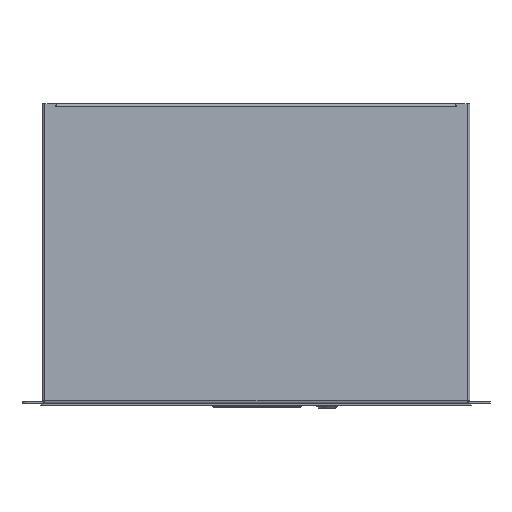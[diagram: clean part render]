
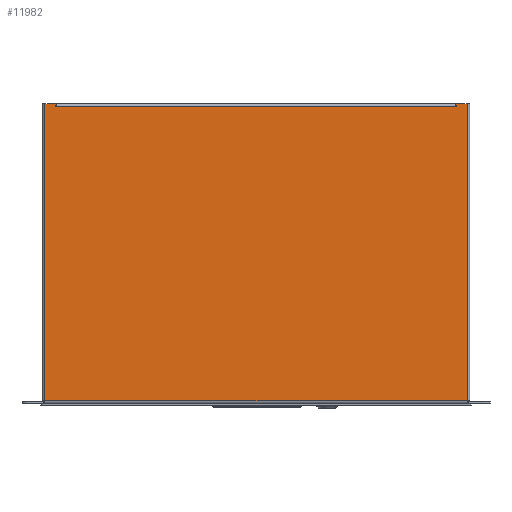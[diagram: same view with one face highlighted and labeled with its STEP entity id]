
A CAD part, top view. The second image highlights one B-rep face of the part: STEP entity #11982.
In plain terms, the highlighted planar face has unit normal (0, 0, 1).
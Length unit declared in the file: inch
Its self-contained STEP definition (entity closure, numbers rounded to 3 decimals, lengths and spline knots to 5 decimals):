
#267 = ORIENTED_EDGE ( 'NONE', *, *, #20006, .T. ) ;
#334 = CARTESIAN_POINT ( 'NONE',  ( 8.136, 12.17027, 2.531 ) ) ;
#411 = DIRECTION ( 'NONE',  ( -1., 0., 0. ) ) ;
#703 = ORIENTED_EDGE ( 'NONE', *, *, #8873, .T. ) ;
#834 = ORIENTED_EDGE ( 'NONE', *, *, #3590, .T. ) ;
#975 = CARTESIAN_POINT ( 'NONE',  ( -8.678, 12.27827, 2.531 ) ) ;
#1006 = ORIENTED_EDGE ( 'NONE', *, *, #13419, .T. ) ;
#1078 = DIRECTION ( 'NONE',  ( -1., 0., 0. ) ) ;
#1138 = DIRECTION ( 'NONE',  ( -1., 0., 0. ) ) ;
#1221 = VERTEX_POINT ( 'NONE', #20485 ) ;
#2450 = PLANE ( 'NONE',  #10015 ) ;
#2966 = VECTOR ( 'NONE', #1078, 39.37008 ) ;
#3415 = VECTOR ( 'NONE', #13476, 39.37008 ) ;
#3590 = EDGE_CURVE ( 'NONE', #11093, #14850, #3618, .T. ) ;
#3618 = LINE ( 'NONE', #334, #8627 ) ;
#4039 = VECTOR ( 'NONE', #8934, 39.37008 ) ;
#4321 = DIRECTION ( 'NONE',  ( 0., -1., 0. ) ) ;
#5195 = VERTEX_POINT ( 'NONE', #20750 ) ;
#5405 = ORIENTED_EDGE ( 'NONE', *, *, #19083, .T. ) ;
#5419 = DIRECTION ( 'NONE',  ( -1., 0., 0. ) ) ;
#5420 = CARTESIAN_POINT ( 'NONE',  ( 8.57, 12.27827, 2.531 ) ) ;
#5452 = CARTESIAN_POINT ( 'NONE',  ( 8.136, 12.27827, 2.531 ) ) ;
#5832 = ORIENTED_EDGE ( 'NONE', *, *, #17020, .T. ) ;
#6867 = EDGE_CURVE ( 'NONE', #1221, #7420, #11019, .T. ) ;
#7008 = CARTESIAN_POINT ( 'NONE',  ( -8.678, 0.21127, 2.531 ) ) ;
#7420 = VERTEX_POINT ( 'NONE', #5452 ) ;
#7445 = FACE_OUTER_BOUND ( 'NONE', #18871, .T. ) ;
#8071 = CARTESIAN_POINT ( 'NONE',  ( -8.678, 12.17027, 2.531 ) ) ;
#8115 = CARTESIAN_POINT ( 'NONE',  ( -8.136, 12.27827, 2.531 ) ) ;
#8159 = CARTESIAN_POINT ( 'NONE',  ( -8.678, 12.27827, 2.531 ) ) ;
#8627 = VECTOR ( 'NONE', #5419, 39.37008 ) ;
#8632 = LINE ( 'NONE', #8938, #16167 ) ;
#8873 = EDGE_CURVE ( 'NONE', #10115, #5195, #13893, .T. ) ;
#8934 = DIRECTION ( 'NONE',  ( 0., 1., 0. ) ) ;
#8938 = CARTESIAN_POINT ( 'NONE',  ( 8.136, 12.17027, 2.531 ) ) ;
#8980 = EDGE_CURVE ( 'NONE', #11416, #10115, #19112, .T. ) ;
#9228 = CARTESIAN_POINT ( 'NONE',  ( -8.57, 12.27827, 2.531 ) ) ;
#9599 = LINE ( 'NONE', #8115, #13278 ) ;
#10015 = AXIS2_PLACEMENT_3D ( 'NONE', #17127, #18404, #13711 ) ;
#10115 = VERTEX_POINT ( 'NONE', #19629 ) ;
#10279 = ORIENTED_EDGE ( 'NONE', *, *, #14639, .T. ) ;
#10599 = LINE ( 'NONE', #14104, #12563 ) ;
#11019 = LINE ( 'NONE', #8159, #20373 ) ;
#11093 = VERTEX_POINT ( 'NONE', #19660 ) ;
#11266 = VERTEX_POINT ( 'NONE', #15679 ) ;
#11416 = VERTEX_POINT ( 'NONE', #16206 ) ;
#11782 = ORIENTED_EDGE ( 'NONE', *, *, #8980, .T. ) ;
#11881 = ORIENTED_EDGE ( 'NONE', *, *, #16193, .T. ) ;
#11982 = ADVANCED_FACE ( 'NONE', ( #7445 ), #2450, .T. ) ;
#12352 = VERTEX_POINT ( 'NONE', #14467 ) ;
#12563 = VECTOR ( 'NONE', #4321, 39.37008 ) ;
#13023 = DIRECTION ( 'NONE',  ( -1., 0., 0. ) ) ;
#13278 = VECTOR ( 'NONE', #16083, 39.37008 ) ;
#13419 = EDGE_CURVE ( 'NONE', #11266, #11416, #18936, .T. ) ;
#13476 = DIRECTION ( 'NONE',  ( 1., 0., 0. ) ) ;
#13711 = DIRECTION ( 'NONE',  ( 1., 0., 0. ) ) ;
#13893 = LINE ( 'NONE', #7008, #3415 ) ;
#14104 = CARTESIAN_POINT ( 'NONE',  ( 8.136, 12.27827, 2.531 ) ) ;
#14467 = CARTESIAN_POINT ( 'NONE',  ( -8.136, 12.17027, 2.531 ) ) ;
#14639 = EDGE_CURVE ( 'NONE', #5195, #1221, #15205, .T. ) ;
#14850 = VERTEX_POINT ( 'NONE', #20711 ) ;
#15205 = LINE ( 'NONE', #5420, #4039 ) ;
#15679 = CARTESIAN_POINT ( 'NONE',  ( -8.136, 12.27827, 2.531 ) ) ;
#16083 = DIRECTION ( 'NONE',  ( 0., 1., 0. ) ) ;
#16167 = VECTOR ( 'NONE', #1138, 39.37008 ) ;
#16193 = EDGE_CURVE ( 'NONE', #7420, #11093, #10599, .T. ) ;
#16206 = CARTESIAN_POINT ( 'NONE',  ( -8.57, 12.27827, 2.531 ) ) ;
#16778 = CARTESIAN_POINT ( 'NONE',  ( -8.106, 12.17027, 2.531 ) ) ;
#17020 = EDGE_CURVE ( 'NONE', #12352, #11266, #9599, .T. ) ;
#17127 = CARTESIAN_POINT ( 'NONE',  ( -8.678, 12.27827, 2.531 ) ) ;
#17623 = DIRECTION ( 'NONE',  ( 0., -1., 0. ) ) ;
#17848 = LINE ( 'NONE', #8071, #18556 ) ;
#18024 = VECTOR ( 'NONE', #17623, 39.37008 ) ;
#18404 = DIRECTION ( 'NONE',  ( 0., 0., 1. ) ) ;
#18556 = VECTOR ( 'NONE', #411, 39.37008 ) ;
#18871 = EDGE_LOOP ( 'NONE', ( #834, #267, #5405, #5832, #1006, #11782, #703, #10279, #19798, #11881 ) ) ;
#18936 = LINE ( 'NONE', #975, #2966 ) ;
#19083 = EDGE_CURVE ( 'NONE', #20179, #12352, #8632, .T. ) ;
#19112 = LINE ( 'NONE', #9228, #18024 ) ;
#19629 = CARTESIAN_POINT ( 'NONE',  ( -8.57, 0.21127, 2.531 ) ) ;
#19660 = CARTESIAN_POINT ( 'NONE',  ( 8.136, 12.17027, 2.531 ) ) ;
#19798 = ORIENTED_EDGE ( 'NONE', *, *, #6867, .T. ) ;
#20006 = EDGE_CURVE ( 'NONE', #14850, #20179, #17848, .T. ) ;
#20179 = VERTEX_POINT ( 'NONE', #16778 ) ;
#20373 = VECTOR ( 'NONE', #13023, 39.37008 ) ;
#20485 = CARTESIAN_POINT ( 'NONE',  ( 8.57, 12.27827, 2.531 ) ) ;
#20711 = CARTESIAN_POINT ( 'NONE',  ( 8.106, 12.17027, 2.531 ) ) ;
#20750 = CARTESIAN_POINT ( 'NONE',  ( 8.57, 0.21127, 2.531 ) ) ;
